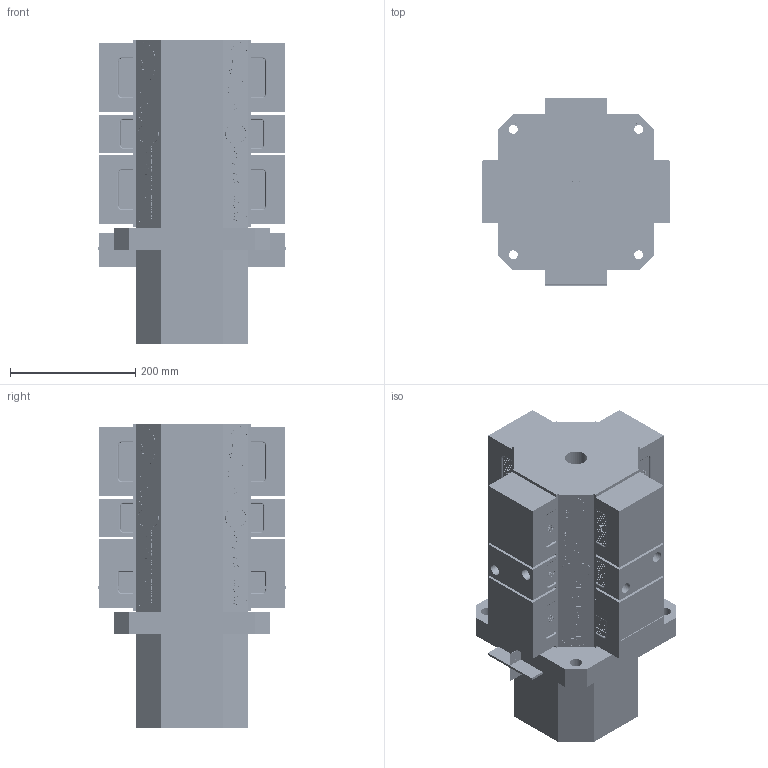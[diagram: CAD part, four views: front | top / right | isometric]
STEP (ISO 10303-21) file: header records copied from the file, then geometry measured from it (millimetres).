
FILE_DESCRIPTION( ( 'Unknown' ), '1' );
FILE_NAME( 'ALV-1030-C-2H.stp', 'Unknown', ( 'S.C.H' ), ( 'Unknown' ), 'XStep 1.0', 'Unknown', ' ' );
FILE_SCHEMA( ( 'CONFIG_CONTROL_DESIGN' ) );
Length unit declared in the file: millimetre
Products named in the file (23): Assem1; Assem2; Assem3; Assem4; 1; 2; 3; 4; 5; 6; 7; 8; 9; 10; 11; 12; 13; 14; 15; 16; 17; 18; 19
Bounding box: 299 x 299 x 485 mm (x, y, z)
Volume: 30846989 mm3; surface area: 2270776.9 mm2
Topology: 125 solids, 125 shells, 13333 faces, 34452 edges, 22928 vertices
Faces by surface type: plane 8649, cylinder 3015, extrusion 1585, torus 76, cone 8
Full cylindrical faces by diameter (mm): 4.83 x5, 5.053 x5, 11 x14, 12 x8, 14 x16, 18 x14, 20 x16, 35 x2
Entity records: 57392 total; most frequent: CARTESIAN_POINT 15001, ORIENTED_EDGE 8816, DIRECTION 7594, EDGE_CURVE 4408, VECTOR 3442, LINE 3125, VERTEX_POINT 2958, AXIS2_PLACEMENT_3D 2076
